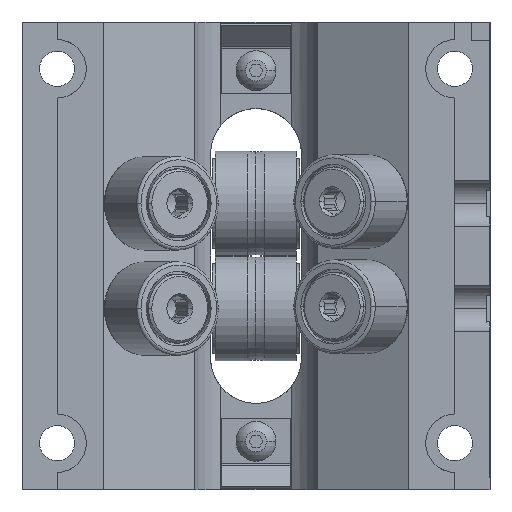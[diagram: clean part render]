
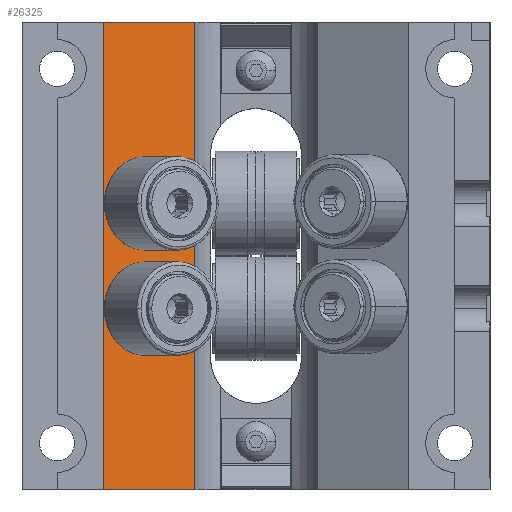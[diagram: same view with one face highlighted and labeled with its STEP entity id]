
A CAD part, front view. The second image highlights one B-rep face of the part: STEP entity #26325.
In plain terms, the highlighted planar face has unit normal (0.5, -0.866, 0).
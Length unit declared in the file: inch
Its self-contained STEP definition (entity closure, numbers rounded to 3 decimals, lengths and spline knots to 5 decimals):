
#92 = CARTESIAN_POINT ( 'NONE',  ( -0.81551, -0.175, -1.25 ) ) ;
#206 = PLANE ( 'NONE',  #21626 ) ;
#435 = EDGE_CURVE ( 'NONE', #23168, #18652, #29059, .T. ) ;
#2281 = EDGE_LOOP ( 'NONE', ( #23481, #13739, #11203, #15309 ) ) ;
#2629 = FACE_OUTER_BOUND ( 'NONE', #2281, .T. ) ;
#3147 = CARTESIAN_POINT ( 'NONE',  ( -0.61567, -0.05962, -0.281 ) ) ;
#3388 = VERTEX_POINT ( 'NONE', #10788 ) ;
#3871 = ORIENTED_EDGE ( 'NONE', *, *, #435, .T. ) ;
#3984 = DIRECTION ( 'NONE',  ( 0.866, 0.5, 0. ) ) ;
#5315 = EDGE_CURVE ( 'NONE', #5451, #19772, #14450, .T. ) ;
#5385 = DIRECTION ( 'NONE',  ( 0.866, 0.5, 0. ) ) ;
#5388 = EDGE_CURVE ( 'NONE', #9018, #13073, #21202, .T. ) ;
#5451 = VERTEX_POINT ( 'NONE', #92 ) ;
#5687 = VECTOR ( 'NONE', #14419, 39.37008 ) ;
#6395 = CARTESIAN_POINT ( 'NONE',  ( -0.61567, -0.05962, -0.281 ) ) ;
#8141 = DIRECTION ( 'NONE',  ( -0.5, 0.866, 0. ) ) ;
#8536 = CARTESIAN_POINT ( 'NONE',  ( -0.32658, 0.10729, -1.25 ) ) ;
#9018 = VERTEX_POINT ( 'NONE', #32027 ) ;
#9173 = EDGE_CURVE ( 'NONE', #14574, #3388, #30716, .T. ) ;
#10473 = CARTESIAN_POINT ( 'NONE',  ( -0.81551, -0.175, 1.25 ) ) ;
#10589 = DIRECTION ( 'NONE',  ( -0.5, 0.866, 0. ) ) ;
#10624 = CARTESIAN_POINT ( 'NONE',  ( -0.69903, -0.10775, 0.281 ) ) ;
#10745 = CARTESIAN_POINT ( 'NONE',  ( -0.61567, -0.05962, 0.281 ) ) ;
#10788 = CARTESIAN_POINT ( 'NONE',  ( -0.32658, 0.10729, 1.25 ) ) ;
#11203 = ORIENTED_EDGE ( 'NONE', *, *, #12107, .T. ) ;
#12107 = EDGE_CURVE ( 'NONE', #5451, #14574, #16534, .T. ) ;
#12497 = ORIENTED_EDGE ( 'NONE', *, *, #5388, .T. ) ;
#12628 = FACE_BOUND ( 'NONE', #30172, .T. ) ;
#13073 = VERTEX_POINT ( 'NONE', #23125 ) ;
#13739 = ORIENTED_EDGE ( 'NONE', *, *, #5315, .F. ) ;
#14419 = DIRECTION ( 'NONE',  ( 0.866, 0.5, 0. ) ) ;
#14450 = LINE ( 'NONE', #19116, #16068 ) ;
#14574 = VERTEX_POINT ( 'NONE', #21902 ) ;
#15149 = EDGE_CURVE ( 'NONE', #18652, #23168, #17850, .T. ) ;
#15309 = ORIENTED_EDGE ( 'NONE', *, *, #9173, .T. ) ;
#15360 = FACE_BOUND ( 'NONE', #19954, .T. ) ;
#15430 = AXIS2_PLACEMENT_3D ( 'NONE', #6395, #26125, #3984 ) ;
#15825 = AXIS2_PLACEMENT_3D ( 'NONE', #23270, #8141, #20840 ) ;
#16068 = VECTOR ( 'NONE', #24145, 39.37008 ) ;
#16534 = LINE ( 'NONE', #26073, #5687 ) ;
#17527 = EDGE_CURVE ( 'NONE', #19772, #3388, #24986, .T. ) ;
#17719 = EDGE_CURVE ( 'NONE', #13073, #9018, #23665, .T. ) ;
#17850 = CIRCLE ( 'NONE', #15825, 0.09625 ) ;
#18652 = VERTEX_POINT ( 'NONE', #10624 ) ;
#19116 = CARTESIAN_POINT ( 'NONE',  ( -0.81551, -0.175, -1.25 ) ) ;
#19772 = VERTEX_POINT ( 'NONE', #10473 ) ;
#19808 = CARTESIAN_POINT ( 'NONE',  ( -0.53232, -0.0115, 0.281 ) ) ;
#19954 = EDGE_LOOP ( 'NONE', ( #24234, #12497 ) ) ;
#20369 = DIRECTION ( 'NONE',  ( 0.866, 0.5, 0. ) ) ;
#20404 = DIRECTION ( 'NONE',  ( -0.5, 0.866, 0. ) ) ;
#20513 = CARTESIAN_POINT ( 'NONE',  ( -0.81551, -0.175, -1.25 ) ) ;
#20840 = DIRECTION ( 'NONE',  ( 0.866, 0.5, 0. ) ) ;
#21202 = CIRCLE ( 'NONE', #25363, 0.09625 ) ;
#21626 = AXIS2_PLACEMENT_3D ( 'NONE', #20513, #27993, #25374 ) ;
#21902 = CARTESIAN_POINT ( 'NONE',  ( -0.32658, 0.10729, -1.25 ) ) ;
#23125 = CARTESIAN_POINT ( 'NONE',  ( -0.53232, -0.0115, -0.281 ) ) ;
#23168 = VERTEX_POINT ( 'NONE', #19808 ) ;
#23270 = CARTESIAN_POINT ( 'NONE',  ( -0.61567, -0.05962, 0.281 ) ) ;
#23481 = ORIENTED_EDGE ( 'NONE', *, *, #17527, .F. ) ;
#23665 = CIRCLE ( 'NONE', #15430, 0.09625 ) ;
#24145 = DIRECTION ( 'NONE',  ( 0., 0., 1. ) ) ;
#24234 = ORIENTED_EDGE ( 'NONE', *, *, #17719, .T. ) ;
#24986 = LINE ( 'NONE', #25323, #31486 ) ;
#25323 = CARTESIAN_POINT ( 'NONE',  ( -0.81551, -0.175, 1.25 ) ) ;
#25363 = AXIS2_PLACEMENT_3D ( 'NONE', #3147, #20404, #5385 ) ;
#25374 = DIRECTION ( 'NONE',  ( 0.866, 0.5, 0. ) ) ;
#26073 = CARTESIAN_POINT ( 'NONE',  ( -0.81551, -0.175, -1.25 ) ) ;
#26125 = DIRECTION ( 'NONE',  ( -0.5, 0.866, 0. ) ) ;
#26325 = ADVANCED_FACE ( 'NONE', ( #15360, #12628, #2629 ), #206, .T. ) ;
#26970 = AXIS2_PLACEMENT_3D ( 'NONE', #10745, #10589, #20369 ) ;
#27419 = ORIENTED_EDGE ( 'NONE', *, *, #15149, .T. ) ;
#27993 = DIRECTION ( 'NONE',  ( 0.5, -0.866, 0. ) ) ;
#28716 = DIRECTION ( 'NONE',  ( 0., 0., 1. ) ) ;
#29059 = CIRCLE ( 'NONE', #26970, 0.09625 ) ;
#29308 = VECTOR ( 'NONE', #28716, 39.37008 ) ;
#30172 = EDGE_LOOP ( 'NONE', ( #3871, #27419 ) ) ;
#30422 = DIRECTION ( 'NONE',  ( 0.866, 0.5, 0. ) ) ;
#30716 = LINE ( 'NONE', #8536, #29308 ) ;
#31486 = VECTOR ( 'NONE', #30422, 39.37008 ) ;
#32027 = CARTESIAN_POINT ( 'NONE',  ( -0.69903, -0.10775, -0.281 ) ) ;
